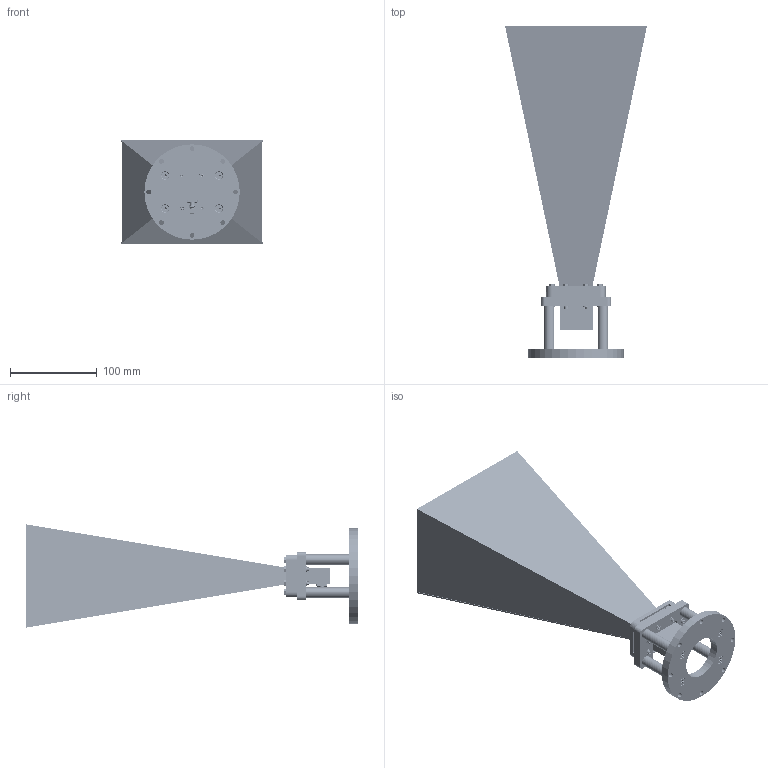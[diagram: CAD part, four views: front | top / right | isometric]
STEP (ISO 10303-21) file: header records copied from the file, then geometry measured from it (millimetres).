
FILE_DESCRIPTION (( 'STEP AP214' ), '1' );
FILE_NAME ('FM1WAN137-20SF_3D.step', '2024-05-06T19:08:53', ( '' ), ( '' ), 'SwSTEP 2.0', 'SolidWorks 2022', '' );
FILE_SCHEMA (( 'AUTOMOTIVE_DESIGN' ));
Length unit declared in the file: inch
Products named in the file (14): No.4 Flat Washer_1_91166A230; FMWAN137-MNT; Copy of FMWAN137-MNT_STDF RND M4 FEM, 8OD X 64LG^FMWAN137-MNT; FM1WAN137-20SF_3D; Copy of FMWAN137-MNT_LWR PLT^FMWAN137-MNT; Screw 4-40SH x 9_16_2; SMA FEMALE^PEWCA1050; flat head screw_am_B18.6.7M - M4 x 0.7 x 10 Type I Cross Recessed FHMS --10N; FM9859B-20-CPRG; Screw 4-40SH x 9_16_1; PEWCA1050^PEWCA1050; 4-40 Nut_1_94150A335; PEWCA1050; Copy of FMWAN137-MNT_UPR PLT^FMWAN137-MNT
Assembly tree (43 placements, depth 3):
  FM1WAN137-20SF_3D
    FMWAN137-MNT
      Copy of FMWAN137-MNT_UPR PLT^FMWAN137-MNT
      Copy of FMWAN137-MNT_LWR PLT^FMWAN137-MNT
      Copy of FMWAN137-MNT_STDF RND M4 FEM, 8OD X 64LG^FMWAN137-MNT  x4
      flat head screw_am_B18.6.7M - M4 x 0.7 x 10 Type I Cross Recessed FHMS --10N  x8
    FM9859B-20-CPRG
    4-40 Nut_1_94150A335  x8
    No.4 Flat Washer_1_91166A230  x8
    Screw 4-40SH x 9_16_1  x6
    Screw 4-40SH x 9_16_2  x2
    PEWCA1050
      PEWCA1050^PEWCA1050
      SMA FEMALE^PEWCA1050
Bounding box: 163.68 x 382.67 x 119.05 mm (x, y, z)
Volume: 318683.2 mm3; surface area: 285809.4 mm2
Topology: 55 solids, 55 shells, 5171 faces, 14466 edges, 9446 vertices
Faces by surface type: plane 1782, cylinder 1625, cone 954, torus 716, bspline 78, sphere 16
Entity records: 86325 total; most frequent: CARTESIAN_POINT 43397, ORIENTED_EDGE 9584, DIRECTION 7594, EDGE_CURVE 4792, VERTEX_POINT 3144, AXIS2_PLACEMENT_3D 2973, EDGE_LOOP 1872, ADVANCED_FACE 1736
